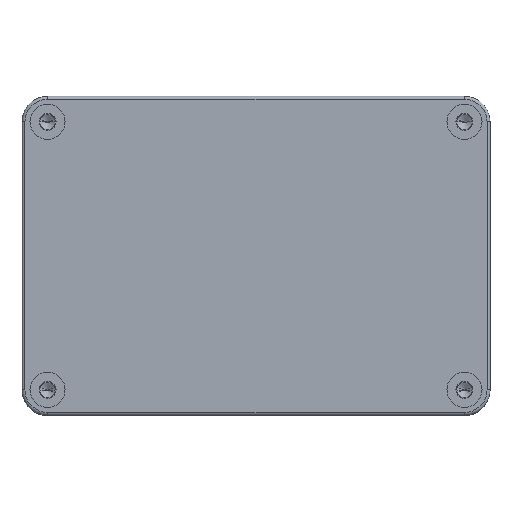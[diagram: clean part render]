
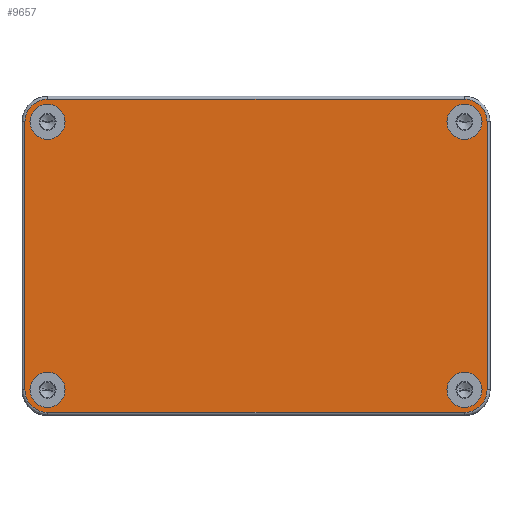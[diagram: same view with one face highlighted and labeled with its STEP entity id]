
A CAD part, top view. The second image highlights one B-rep face of the part: STEP entity #9657.
In plain terms, the highlighted planar face has unit normal (0, 0, 1).
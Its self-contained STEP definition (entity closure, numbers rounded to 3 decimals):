
#7374=CARTESIAN_POINT('',(-49.,31.5,15.));
#7375=DIRECTION('',(0.,0.,1.));
#7376=DIRECTION('',(-1.,0.,0.));
#7377=AXIS2_PLACEMENT_3D('',#7374,#7375,#7376);
#7382=CARTESIAN_POINT('',(-49.,31.5,15.));
#7383=DIRECTION('',(0.,0.,1.));
#7384=DIRECTION('',(1.,0.,0.));
#7385=AXIS2_PLACEMENT_3D('',#7382,#7383,#7384);
#7390=CARTESIAN_POINT('',(49.,31.5,15.));
#7391=DIRECTION('',(0.,0.,-1.));
#7392=DIRECTION('',(1.,0.,0.));
#7393=AXIS2_PLACEMENT_3D('',#7390,#7391,#7392);
#7398=CARTESIAN_POINT('',(49.,31.5,15.));
#7399=DIRECTION('',(0.,0.,-1.));
#7400=DIRECTION('',(-1.,0.,0.));
#7401=AXIS2_PLACEMENT_3D('',#7398,#7399,#7400);
#7406=CARTESIAN_POINT('',(-49.,-31.5,15.));
#7407=DIRECTION('',(0.,0.,-1.));
#7408=DIRECTION('',(-1.,0.,0.));
#7409=AXIS2_PLACEMENT_3D('',#7406,#7407,#7408);
#7414=CARTESIAN_POINT('',(-49.,-31.5,15.));
#7415=DIRECTION('',(0.,0.,-1.));
#7416=DIRECTION('',(1.,0.,0.));
#7417=AXIS2_PLACEMENT_3D('',#7414,#7415,#7416);
#7422=CARTESIAN_POINT('',(49.,-31.5,15.));
#7423=DIRECTION('',(0.,0.,1.));
#7424=DIRECTION('',(1.,0.,0.));
#7425=AXIS2_PLACEMENT_3D('',#7422,#7423,#7424);
#7430=CARTESIAN_POINT('',(49.,-31.5,15.));
#7431=DIRECTION('',(0.,0.,1.));
#7432=DIRECTION('',(-1.,0.,0.));
#7433=AXIS2_PLACEMENT_3D('',#7430,#7431,#7432);
#7438=CARTESIAN_POINT('',(-49.,-31.5,15.));
#7439=DIRECTION('',(0.,0.,1.));
#7440=DIRECTION('',(-1.,0.,0.));
#7441=AXIS2_PLACEMENT_3D('',#7438,#7439,#7440);
#7446=DIRECTION('',(0.,-1.,0.));
#7447=VECTOR('',#7446,63.);
#7448=CARTESIAN_POINT('',(-54.3,31.5,15.));
#7449=LINE('',#7448,#7447);
#7453=CARTESIAN_POINT('',(-49.,31.5,15.));
#7454=DIRECTION('',(0.,0.,1.));
#7455=DIRECTION('',(0.,1.,0.));
#7456=AXIS2_PLACEMENT_3D('',#7453,#7454,#7455);
#7461=DIRECTION('',(-1.,0.,0.));
#7462=VECTOR('',#7461,98.);
#7463=CARTESIAN_POINT('',(49.,36.8,15.));
#7464=LINE('',#7463,#7462);
#7468=CARTESIAN_POINT('',(49.,31.5,15.));
#7469=DIRECTION('',(0.,0.,1.));
#7470=DIRECTION('',(1.,0.,0.));
#7471=AXIS2_PLACEMENT_3D('',#7468,#7469,#7470);
#7476=DIRECTION('',(0.,1.,0.));
#7477=VECTOR('',#7476,63.);
#7478=CARTESIAN_POINT('',(54.3,-31.5,15.));
#7479=LINE('',#7478,#7477);
#7483=CARTESIAN_POINT('',(49.,-31.5,15.));
#7484=DIRECTION('',(0.,0.,1.));
#7485=DIRECTION('',(0.,-1.,0.));
#7486=AXIS2_PLACEMENT_3D('',#7483,#7484,#7485);
#7491=DIRECTION('',(1.,0.,0.));
#7492=VECTOR('',#7491,98.);
#7493=CARTESIAN_POINT('',(-49.,-36.8,15.));
#7494=LINE('',#7493,#7492);
#9024=CARTESIAN_POINT('',(-53.125,31.5,15.));
#9025=CARTESIAN_POINT('',(-44.875,31.5,15.));
#9026=VERTEX_POINT('',#9024);
#9027=VERTEX_POINT('',#9025);
#9040=CARTESIAN_POINT('',(53.125,31.5,15.));
#9041=CARTESIAN_POINT('',(44.875,31.5,15.));
#9042=VERTEX_POINT('',#9040);
#9043=VERTEX_POINT('',#9041);
#9056=CARTESIAN_POINT('',(-53.125,-31.5,15.));
#9057=CARTESIAN_POINT('',(-44.875,-31.5,15.));
#9058=VERTEX_POINT('',#9056);
#9059=VERTEX_POINT('',#9057);
#9072=CARTESIAN_POINT('',(53.125,-31.5,15.));
#9073=CARTESIAN_POINT('',(44.875,-31.5,15.));
#9074=VERTEX_POINT('',#9072);
#9075=VERTEX_POINT('',#9073);
#9180=CARTESIAN_POINT('',(-54.3,-31.5,15.));
#9181=CARTESIAN_POINT('',(-49.,-36.8,15.));
#9182=VERTEX_POINT('',#9180);
#9183=VERTEX_POINT('',#9181);
#9188=CARTESIAN_POINT('',(49.,-36.8,15.));
#9189=VERTEX_POINT('',#9188);
#9192=CARTESIAN_POINT('',(54.3,-31.5,15.));
#9193=VERTEX_POINT('',#9192);
#9196=CARTESIAN_POINT('',(54.3,31.5,15.));
#9197=VERTEX_POINT('',#9196);
#9200=CARTESIAN_POINT('',(49.,36.8,15.));
#9201=VERTEX_POINT('',#9200);
#9204=CARTESIAN_POINT('',(-49.,36.8,15.));
#9205=VERTEX_POINT('',#9204);
#9208=CARTESIAN_POINT('',(-54.3,31.5,15.));
#9209=VERTEX_POINT('',#9208);
#9611=CARTESIAN_POINT('',(0.,0.,15.));
#9612=DIRECTION('',(0.,0.,1.));
#9613=DIRECTION('',(1.,0.,0.));
#9614=AXIS2_PLACEMENT_3D('',#9611,#9612,#9613);
#9615=PLANE('',#9614);
#9617=ORIENTED_EDGE('',*,*,#9616,.F.);
#9619=ORIENTED_EDGE('',*,*,#9618,.F.);
#9621=ORIENTED_EDGE('',*,*,#9620,.F.);
#9623=ORIENTED_EDGE('',*,*,#9622,.F.);
#9625=ORIENTED_EDGE('',*,*,#9624,.F.);
#9627=ORIENTED_EDGE('',*,*,#9626,.F.);
#9629=ORIENTED_EDGE('',*,*,#9628,.F.);
#9631=ORIENTED_EDGE('',*,*,#9630,.F.);
#9632=EDGE_LOOP('',(#9617,#9619,#9621,#9623,#9625,#9627,#9629,#9631));
#9633=FACE_OUTER_BOUND('',#9632,.F.);
#9635=ORIENTED_EDGE('',*,*,#9634,.F.);
#9637=ORIENTED_EDGE('',*,*,#9636,.F.);
#9638=EDGE_LOOP('',(#9635,#9637));
#9639=FACE_BOUND('',#9638,.F.);
#9641=ORIENTED_EDGE('',*,*,#9640,.F.);
#9643=ORIENTED_EDGE('',*,*,#9642,.F.);
#9644=EDGE_LOOP('',(#9641,#9643));
#9645=FACE_BOUND('',#9644,.F.);
#9647=ORIENTED_EDGE('',*,*,#9646,.T.);
#9649=ORIENTED_EDGE('',*,*,#9648,.T.);
#9650=EDGE_LOOP('',(#9647,#9649));
#9651=FACE_BOUND('',#9650,.F.);
#9652=ORIENTED_EDGE('',*,*,#9601,.T.);
#9654=ORIENTED_EDGE('',*,*,#9653,.T.);
#9655=EDGE_LOOP('',(#9652,#9654));
#9656=FACE_BOUND('',#9655,.F.);
#7378=CIRCLE('',#7377,4.125);
#7386=CIRCLE('',#7385,4.125);
#7394=CIRCLE('',#7393,4.125);
#7402=CIRCLE('',#7401,4.125);
#7410=CIRCLE('',#7409,4.125);
#7418=CIRCLE('',#7417,4.125);
#7426=CIRCLE('',#7425,4.125);
#7434=CIRCLE('',#7433,4.125);
#7442=CIRCLE('',#7441,5.3);
#7457=CIRCLE('',#7456,5.3);
#7472=CIRCLE('',#7471,5.3);
#7487=CIRCLE('',#7486,5.3);
#9601=EDGE_CURVE('',#9026,#9027,#7378,.T.);
#9616=EDGE_CURVE('',#9182,#9183,#7442,.T.);
#9618=EDGE_CURVE('',#9209,#9182,#7449,.T.);
#9620=EDGE_CURVE('',#9205,#9209,#7457,.T.);
#9622=EDGE_CURVE('',#9201,#9205,#7464,.T.);
#9624=EDGE_CURVE('',#9197,#9201,#7472,.T.);
#9626=EDGE_CURVE('',#9193,#9197,#7479,.T.);
#9628=EDGE_CURVE('',#9189,#9193,#7487,.T.);
#9630=EDGE_CURVE('',#9183,#9189,#7494,.T.);
#9634=EDGE_CURVE('',#9042,#9043,#7394,.T.);
#9636=EDGE_CURVE('',#9043,#9042,#7402,.T.);
#9640=EDGE_CURVE('',#9058,#9059,#7410,.T.);
#9642=EDGE_CURVE('',#9059,#9058,#7418,.T.);
#9646=EDGE_CURVE('',#9074,#9075,#7426,.T.);
#9648=EDGE_CURVE('',#9075,#9074,#7434,.T.);
#9653=EDGE_CURVE('',#9027,#9026,#7386,.T.);
#9657=ADVANCED_FACE('',(#9633,#9639,#9645,#9651,#9656),#9615,.T.);
